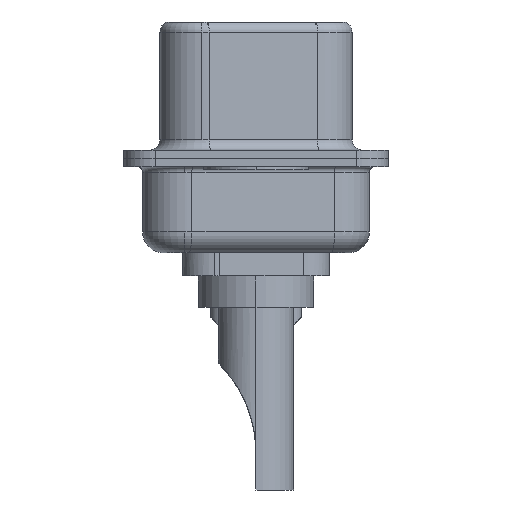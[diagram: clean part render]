
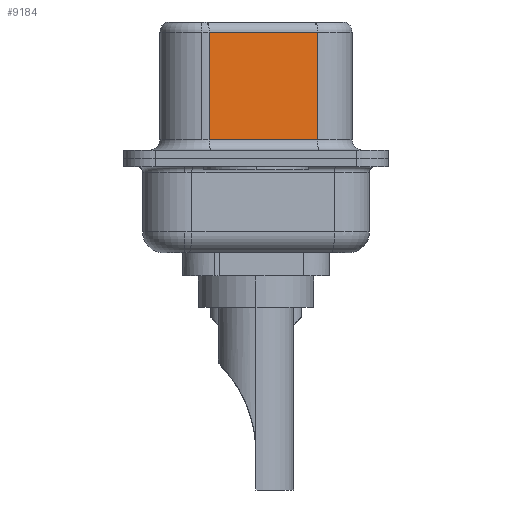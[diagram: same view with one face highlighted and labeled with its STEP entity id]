
A CAD part, left-side view. The second image highlights one B-rep face of the part: STEP entity #9184.
In plain terms, the highlighted planar face has unit normal (-0.985, -0.174, 0).
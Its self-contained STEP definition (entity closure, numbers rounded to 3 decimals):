
#254 = DIRECTION ( 'NONE',  ( 0., 0., -1. ) ) ;
#432 = VECTOR ( 'NONE', #4036, 1000. ) ;
#982 = ORIENTED_EDGE ( 'NONE', *, *, #11506, .T. ) ;
#1029 = CARTESIAN_POINT ( 'NONE',  ( 4.58, -2.927, 6.02 ) ) ;
#1419 = EDGE_CURVE ( 'NONE', #8886, #6453, #11633, .T. ) ;
#1785 = CARTESIAN_POINT ( 'NONE',  ( 3.67, 2.233, 0.9 ) ) ;
#2096 = LINE ( 'NONE', #8493, #8926 ) ;
#2341 = VECTOR ( 'NONE', #16393, 1000. ) ;
#3960 = ORIENTED_EDGE ( 'NONE', *, *, #1419, .F. ) ;
#4036 = DIRECTION ( 'NONE',  ( -0.174, 0.985, 0. ) ) ;
#4158 = LINE ( 'NONE', #14917, #432 ) ;
#4473 = EDGE_CURVE ( 'NONE', #8886, #15606, #4158, .T. ) ;
#4528 = DIRECTION ( 'NONE',  ( 0.985, 0.174, 0. ) ) ;
#5992 = LINE ( 'NONE', #15048, #2341 ) ;
#6453 = VERTEX_POINT ( 'NONE', #14076 ) ;
#8493 = CARTESIAN_POINT ( 'NONE',  ( 3.67, 2.233, 6.52 ) ) ;
#8886 = VERTEX_POINT ( 'NONE', #1029 ) ;
#8914 = DIRECTION ( 'NONE',  ( 0., 0., -1. ) ) ;
#8926 = VECTOR ( 'NONE', #254, 1000. ) ;
#9184 = ADVANCED_FACE ( 'NONE', ( #15800 ), #12620, .F. ) ;
#9213 = VERTEX_POINT ( 'NONE', #1785 ) ;
#9569 = ORIENTED_EDGE ( 'NONE', *, *, #16121, .T. ) ;
#9971 = CARTESIAN_POINT ( 'NONE',  ( 3.67, 2.233, 6.02 ) ) ;
#11137 = CARTESIAN_POINT ( 'NONE',  ( 4.58, -2.927, 6.52 ) ) ;
#11209 = VECTOR ( 'NONE', #8914, 1000. ) ;
#11506 = EDGE_CURVE ( 'NONE', #9213, #6453, #5992, .T. ) ;
#11633 = LINE ( 'NONE', #13524, #11209 ) ;
#12620 = PLANE ( 'NONE',  #14079 ) ;
#13524 = CARTESIAN_POINT ( 'NONE',  ( 4.58, -2.927, 6.52 ) ) ;
#13994 = DIRECTION ( 'NONE',  ( -0.174, 0.985, 0. ) ) ;
#14076 = CARTESIAN_POINT ( 'NONE',  ( 4.58, -2.927, 0.9 ) ) ;
#14079 = AXIS2_PLACEMENT_3D ( 'NONE', #11137, #4528, #13994 ) ;
#14140 = ORIENTED_EDGE ( 'NONE', *, *, #4473, .T. ) ;
#14917 = CARTESIAN_POINT ( 'NONE',  ( 4.58, -2.927, 6.02 ) ) ;
#15048 = CARTESIAN_POINT ( 'NONE',  ( 4.58, -2.927, 0.9 ) ) ;
#15606 = VERTEX_POINT ( 'NONE', #9971 ) ;
#15800 = FACE_OUTER_BOUND ( 'NONE', #17219, .T. ) ;
#16121 = EDGE_CURVE ( 'NONE', #15606, #9213, #2096, .T. ) ;
#16393 = DIRECTION ( 'NONE',  ( 0.174, -0.985, 0. ) ) ;
#17219 = EDGE_LOOP ( 'NONE', ( #3960, #14140, #9569, #982 ) ) ;
